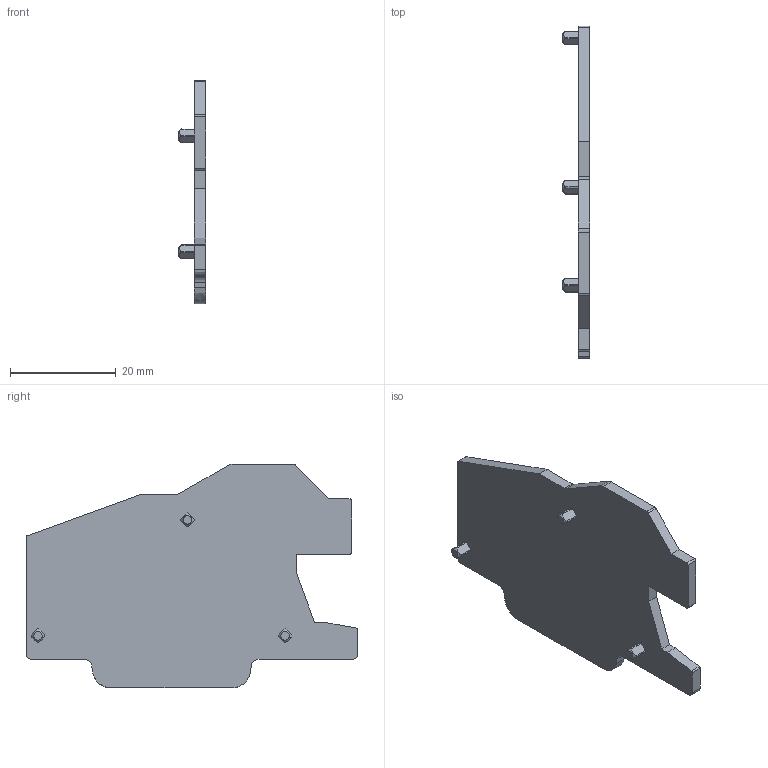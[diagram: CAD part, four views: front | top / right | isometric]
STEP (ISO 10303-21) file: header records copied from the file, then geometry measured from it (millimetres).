
FILE_DESCRIPTION(('CATIA V5 STEP Exchange','CAx-IF Rec.Pracs.--- Model Styling and Organization---1.4--- 2014-01-23'),'2;1');
FILE_NAME ('1117199-7_1', '2022-05-12T08:58:04+00:00', ('none'), ('Weidmueller'), 'CATIA Version 5-6 Release 2016 SP3 HF44', 'CATIA V5 STEP AP214', 'none');
FILE_SCHEMA(('AUTOMOTIVE_DESIGN { 1 0 10303 214 1 1 1 1 }'));
Length unit declared in the file: millimetre
Products named in the file (1): 2668800000
Bounding box: 5.1 x 62.64 x 42.2 mm (x, y, z)
Volume: 4188.7 mm3; surface area: 4453.9 mm2
Topology: 1 solids, 1 shells, 67 faces, 192 edges, 130 vertices
Faces by surface type: plane 36, extrusion 13, cylinder 12, cone 6
Entity records: 2404 total; most frequent: CARTESIAN_POINT 698, ORIENTED_EDGE 384, DIRECTION 270, EDGE_CURVE 192, VERTEX_POINT 130, VECTOR 129, LINE 116, AXIS2_PLACEMENT_3D 88
